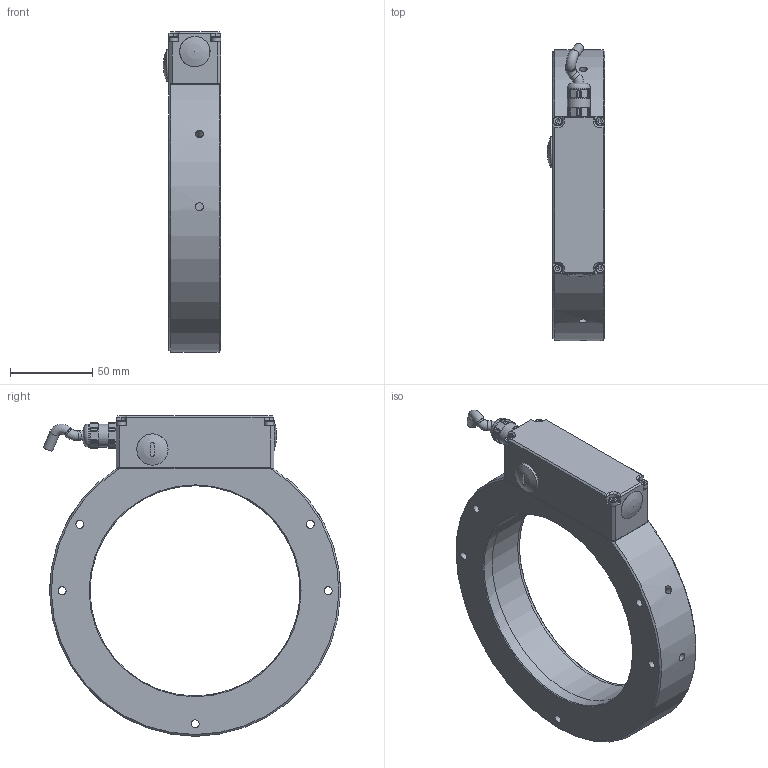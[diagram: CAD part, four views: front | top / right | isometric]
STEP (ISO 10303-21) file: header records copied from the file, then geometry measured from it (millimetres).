
FILE_DESCRIPTION(/* description */ ('>>BEZEICHNUNG<<'),/* implementation_level */ '2;1');
FILE_NAME(/* name */ 'vicolux_RR6422.stp',/* time_stamp */ '2015-04-13T14:01:22+02:00',/* author */ ('REGENSPURG'),/* organization */ ('Vision & Control'),/* preprocessor_version */ 'ST-DEVELOPER v15.2',/* originating_system */ 'Autodesk Inventor 2014',/* authorisation */ '');
FILE_SCHEMA (('AUTOMOTIVE_DESIGN { 1 0 10303 214 3 1 1 }'));
Length unit declared in the file: millimetre
Products named in the file (1): vicolux_RR6422
Bounding box: 34.98 x 180.78 x 195 mm (x, y, z)
Volume: 437442.3 mm3; surface area: 64716.6 mm2
Topology: 1 solids, 1 shells, 361 faces, 915 edges, 572 vertices
Faces by surface type: plane 195, cylinder 100, cone 47, torus 17, sphere 2
Full cylindrical faces by diameter (mm): 4.917 x20, 5.5 x13, 6 x12, 14 x2, 18.5 x1, 19 x1, 128 x3
Entity records: 11484 total; most frequent: CARTESIAN_POINT 3416, ORIENTED_EDGE 1600, DIRECTION 1466, EDGE_CURVE 800, AXIS2_PLACEMENT_3D 552, VERTEX_POINT 543, EDGE_LOOP 485, LINE 362
